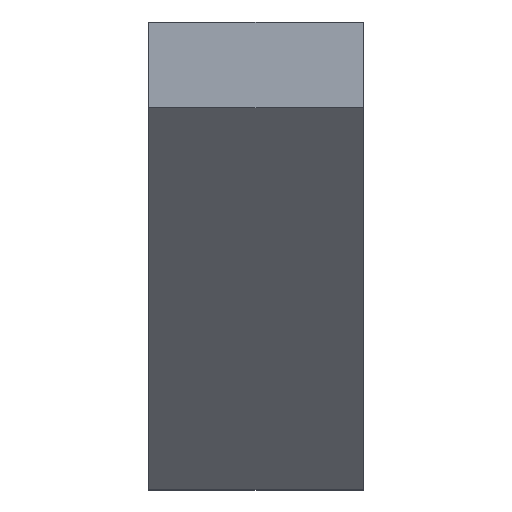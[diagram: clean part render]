
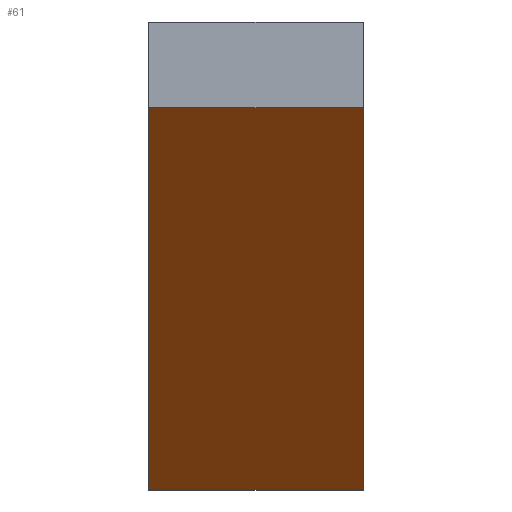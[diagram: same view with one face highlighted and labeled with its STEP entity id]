
A CAD part, top view. The second image highlights one B-rep face of the part: STEP entity #61.
In plain terms, the highlighted planar face has unit normal (0, -0.91, 0.415).
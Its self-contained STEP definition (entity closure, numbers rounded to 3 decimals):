
#61=ADVANCED_FACE('',(#118),#119,.T.);
#118=FACE_OUTER_BOUND('',#168,.T.);
#119=PLANE('',#169);
#168=EDGE_LOOP('',(#283,#284,#285,#286));
#169=AXIS2_PLACEMENT_3D('',#287,#288,#289);
#283=ORIENTED_EDGE('',*,*,#311,.T.);
#284=ORIENTED_EDGE('',*,*,#351,.T.);
#285=ORIENTED_EDGE('',*,*,#333,.F.);
#286=ORIENTED_EDGE('',*,*,#353,.F.);
#287=CARTESIAN_POINT('',(-19.0,-15.2,162.5));
#288=DIRECTION('',(0.,-0.91,0.415));
#289=DIRECTION('',(-1.0,0.,0.0));
#311=EDGE_CURVE('',#366,#364,#367,.T.);
#333=EDGE_CURVE('',#400,#402,#403,.T.);
#351=EDGE_CURVE('',#364,#402,#426,.T.);
#353=EDGE_CURVE('',#366,#400,#428,.T.);
#364=VERTEX_POINT('',#441);
#366=VERTEX_POINT('',#444);
#367=LINE('',#445,#446);
#400=VERTEX_POINT('',#495);
#402=VERTEX_POINT('',#498);
#403=LINE('',#499,#500);
#426=LINE('',#532,#533);
#428=LINE('',#535,#536);
#441=CARTESIAN_POINT('',(-19.0,-82.5,14.842));
#444=CARTESIAN_POINT('',(-19.0,-15.2,162.5));
#445=CARTESIAN_POINT('',(-19.0,-15.2,162.5));
#446=VECTOR('',#545,162.271);
#495=CARTESIAN_POINT('',(19.0,-15.2,162.5));
#498=CARTESIAN_POINT('',(19.0,-82.5,14.842));
#499=CARTESIAN_POINT('',(19.0,-15.2,162.5));
#500=VECTOR('',#563,162.271);
#532=CARTESIAN_POINT('',(-19.0,-82.5,14.842));
#533=VECTOR('',#579,38.0);
#535=CARTESIAN_POINT('',(-19.0,-15.2,162.5));
#536=VECTOR('',#580,38.0);
#545=DIRECTION('',(0.,-0.415,-0.91));
#563=DIRECTION('',(0.,-0.415,-0.91));
#579=DIRECTION('',(1.0,0.,0.));
#580=DIRECTION('',(1.0,0.,0.));
